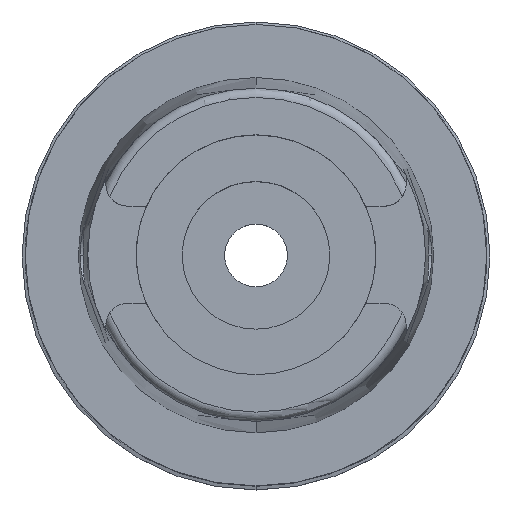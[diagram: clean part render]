
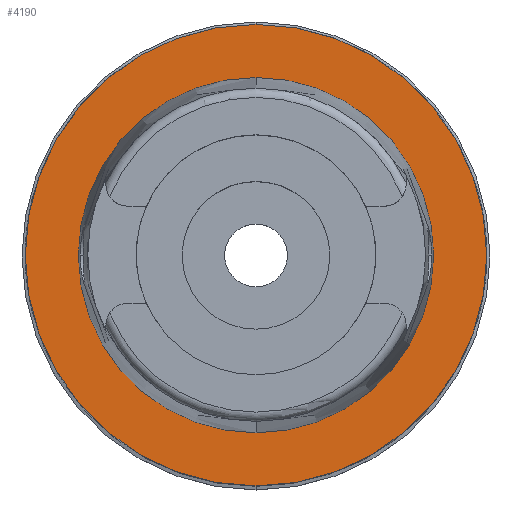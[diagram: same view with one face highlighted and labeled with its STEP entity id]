
A CAD part, top view. The second image highlights one B-rep face of the part: STEP entity #4190.
In plain terms, the highlighted planar face has unit normal (0, 0, 1).
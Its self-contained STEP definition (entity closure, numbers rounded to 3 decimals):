
#2027=CARTESIAN_POINT('',(0.,0.,0.));
#2028=DIRECTION('',(0.,0.,-1.));
#2029=DIRECTION('',(0.,-1.,0.));
#2030=AXIS2_PLACEMENT_3D('',#2027,#2028,#2029);
#2035=CARTESIAN_POINT('',(0.,0.,0.));
#2036=DIRECTION('',(0.,0.,-1.));
#2037=DIRECTION('',(0.,1.,0.));
#2038=AXIS2_PLACEMENT_3D('',#2035,#2036,#2037);
#2043=CARTESIAN_POINT('',(0.,0.,0.));
#2044=DIRECTION('',(0.,0.,1.));
#2045=DIRECTION('',(0.,-1.,0.));
#2046=AXIS2_PLACEMENT_3D('',#2043,#2044,#2045);
#2051=CARTESIAN_POINT('',(0.,0.,0.));
#2052=DIRECTION('',(0.,0.,1.));
#2053=DIRECTION('',(0.,1.,0.));
#2054=AXIS2_PLACEMENT_3D('',#2051,#2052,#2053);
#2424=CARTESIAN_POINT('',(0.,-19.25,0.));
#2425=VERTEX_POINT('',#2424);
#2426=CARTESIAN_POINT('',(0.,19.25,0.));
#2427=VERTEX_POINT('',#2426);
#2695=CARTESIAN_POINT('',(0.,25.,0.));
#2696=VERTEX_POINT('',#2695);
#2697=CARTESIAN_POINT('',(0.,-25.,0.));
#2698=VERTEX_POINT('',#2697);
#4177=CARTESIAN_POINT('',(0.,0.,0.));
#4178=DIRECTION('',(0.,0.,1.));
#4179=DIRECTION('',(0.,1.,0.));
#4180=AXIS2_PLACEMENT_3D('',#4177,#4178,#4179);
#4181=PLANE('',#4180);
#4182=ORIENTED_EDGE('',*,*,#4159,.T.);
#4183=ORIENTED_EDGE('',*,*,#4046,.T.);
#4184=EDGE_LOOP('',(#4182,#4183));
#4185=FACE_OUTER_BOUND('',#4184,.F.);
#4186=ORIENTED_EDGE('',*,*,#2912,.T.);
#4187=ORIENTED_EDGE('',*,*,#2881,.T.);
#4188=EDGE_LOOP('',(#4186,#4187));
#4189=FACE_BOUND('',#4188,.F.);
#2031=CIRCLE('',#2030,25.);
#2039=CIRCLE('',#2038,25.);
#2047=CIRCLE('',#2046,19.25);
#2055=CIRCLE('',#2054,19.25);
#2881=EDGE_CURVE('',#2427,#2425,#2055,.T.);
#2912=EDGE_CURVE('',#2425,#2427,#2047,.T.);
#4046=EDGE_CURVE('',#2696,#2698,#2039,.T.);
#4159=EDGE_CURVE('',#2698,#2696,#2031,.T.);
#4190=ADVANCED_FACE('',(#4185,#4189),#4181,.T.);
